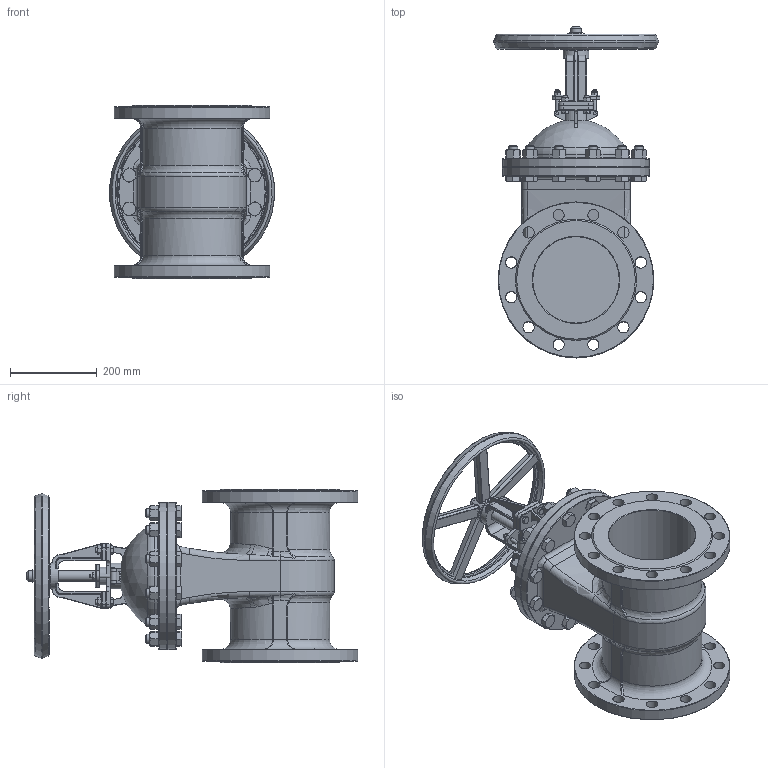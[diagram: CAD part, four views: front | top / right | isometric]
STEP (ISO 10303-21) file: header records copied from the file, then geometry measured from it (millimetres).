
FILE_DESCRIPTION(/* description */ (''),/* implementation_level */ '2;1');
FILE_NAME(/* name */ 'DN200_3D_STEP.stp',/* time_stamp */ '2025-09-20T01:45:27+03:00',/* author */ ('igorr'),/* organization */ (''),/* preprocessor_version */ 'ST-DEVELOPER v20',/* originating_system */ 'Autodesk Inventor 2025',/* authorisation */ '');
FILE_SCHEMA (('AUTOMOTIVE_DESIGN { 1 0 10303 214 3 1 1 }'));
Length unit declared in the file: millimetre
Products named in the file (8): Сборка; Деталь1; Деталь2; AS 1110 - M10 x 35; ANSI B18.2.4.2M - M10x1,5; ANSI B18.2.4.2M - M8x1,25; ANSI B18.2.4.2M - M20x2,5; AS 1110 - M20 x 70
Assembly tree (36 placements, depth 2):
  Сборка
    Деталь1
    Деталь2
    AS 1110 - M10 x 35  x4
    ANSI B18.2.4.2M - M10x1,5  x4
    ANSI B18.2.4.2M - M8x1,25  x2
    ANSI B18.2.4.2M - M20x2,5  x12
    AS 1110 - M20 x 70  x12
Bounding box: 381.63 x 767 x 400 mm (x, y, z)
Volume: 23607314.4 mm3; surface area: 1678986.3 mm2
Topology: 40 solids, 40 shells, 1460 faces, 3455 edges, 2100 vertices
Faces by surface type: plane 600, cone 321, cylinder 312, bspline 131, torus 91, sphere 5
Full cylindrical faces by diameter (mm): 6.647 x2, 7 x4, 8 x4, 8.376 x4, 10 x16, 15 x2, 16 x4, 17.294 x12, 18 x24, 20 x12, 25 x2, 26 x24, 27.9 x12, 30 x14, 40 x1, 50 x2, 60 x2, 200 x2, 240 x2, 340 x2, 360 x2
Entity records: 31363 total; most frequent: CARTESIAN_POINT 10795, ORIENTED_EDGE 4146, DIRECTION 3963, EDGE_CURVE 2073, AXIS2_PLACEMENT_3D 1608, VERTEX_POINT 1288, EDGE_LOOP 979, FACE_OUTER_BOUND 823
